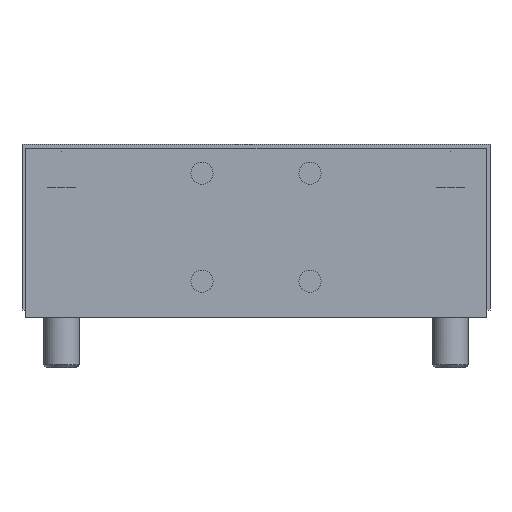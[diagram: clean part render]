
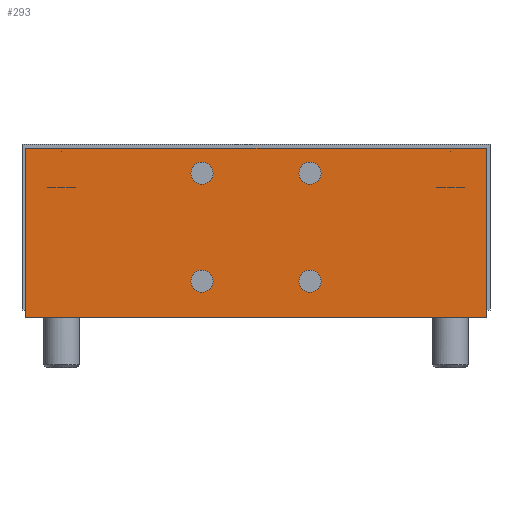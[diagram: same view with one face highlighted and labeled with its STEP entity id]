
A CAD part, left-side view. The second image highlights one B-rep face of the part: STEP entity #293.
In plain terms, the highlighted planar face has unit normal (-1, 0, 0).
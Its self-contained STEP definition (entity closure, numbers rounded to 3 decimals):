
#293 = ADVANCED_FACE( '', ( #758, #759, #760, #761, #762 ), #763, .F. );
#758 = FACE_BOUND( '', #1533, .T. );
#759 = FACE_BOUND( '', #1534, .T. );
#760 = FACE_BOUND( '', #1535, .T. );
#761 = FACE_BOUND( '', #1536, .T. );
#762 = FACE_OUTER_BOUND( '', #1537, .T. );
#763 = PLANE( '', #1538 );
#1533 = EDGE_LOOP( '', ( #2397 ) );
#1534 = EDGE_LOOP( '', ( #2398 ) );
#1535 = EDGE_LOOP( '', ( #2399 ) );
#1536 = EDGE_LOOP( '', ( #2400 ) );
#1537 = EDGE_LOOP( '', ( #2401, #2402, #2403, #2404 ) );
#1538 = AXIS2_PLACEMENT_3D( '', #2405, #2406, #2407 );
#2397 = ORIENTED_EDGE( '', *, *, #3691, .T. );
#2398 = ORIENTED_EDGE( '', *, *, #3692, .T. );
#2399 = ORIENTED_EDGE( '', *, *, #3693, .T. );
#2400 = ORIENTED_EDGE( '', *, *, #3694, .T. );
#2401 = ORIENTED_EDGE( '', *, *, #3695, .F. );
#2402 = ORIENTED_EDGE( '', *, *, #3669, .F. );
#2403 = ORIENTED_EDGE( '', *, *, #3615, .F. );
#2404 = ORIENTED_EDGE( '', *, *, #3696, .F. );
#2405 = CARTESIAN_POINT( '', ( -391., 36., 23. ) );
#2406 = DIRECTION( '', ( 1., 0., 0. ) );
#2407 = DIRECTION( '', ( 0., 1., 0. ) );
#3615 = EDGE_CURVE( '', #4148, #4150, #4151, .T. );
#3669 = EDGE_CURVE( '', #4150, #4241, #4242, .T. );
#3691 = EDGE_CURVE( '', #4275, #4275, #4276, .T. );
#3692 = EDGE_CURVE( '', #4277, #4277, #4278, .T. );
#3693 = EDGE_CURVE( '', #4279, #4279, #4280, .T. );
#3694 = EDGE_CURVE( '', #4281, #4281, #4282, .T. );
#3695 = EDGE_CURVE( '', #4241, #4283, #4284, .T. );
#3696 = EDGE_CURVE( '', #4283, #4148, #4285, .T. );
#4148 = VERTEX_POINT( '', #4915 );
#4150 = VERTEX_POINT( '', #4918 );
#4151 = LINE( '', #4919, #4920 );
#4241 = VERTEX_POINT( '', #5059 );
#4242 = LINE( '', #5060, #5061 );
#4275 = VERTEX_POINT( '', #5134 );
#4276 = CIRCLE( '', #5135, 3.1 );
#4277 = VERTEX_POINT( '', #5136 );
#4278 = CIRCLE( '', #5137, 3.1 );
#4279 = VERTEX_POINT( '', #5138 );
#4280 = CIRCLE( '', #5139, 3.1 );
#4281 = VERTEX_POINT( '', #5140 );
#4282 = CIRCLE( '', #5141, 3.1 );
#4283 = VERTEX_POINT( '', #5142 );
#4284 = LINE( '', #5143, #5144 );
#4285 = LINE( '', #5145, #5146 );
#4915 = CARTESIAN_POINT( '', ( -391., 64., 45. ) );
#4918 = CARTESIAN_POINT( '', ( -391., -64., 45. ) );
#4919 = CARTESIAN_POINT( '', ( -391., 64., 45. ) );
#4920 = VECTOR( '', #5915, 1000. );
#5059 = CARTESIAN_POINT( '', ( -391., -64., -2. ) );
#5060 = CARTESIAN_POINT( '', ( -391., -64., 45. ) );
#5061 = VECTOR( '', #5992, 1000. );
#5134 = CARTESIAN_POINT( '', ( -391., 18.1, 8. ) );
#5135 = AXIS2_PLACEMENT_3D( '', #6018, #6019, #6020 );
#5136 = CARTESIAN_POINT( '', ( -391., -11.9, 8. ) );
#5137 = AXIS2_PLACEMENT_3D( '', #6021, #6022, #6023 );
#5138 = CARTESIAN_POINT( '', ( -391., 18.1, 38. ) );
#5139 = AXIS2_PLACEMENT_3D( '', #6024, #6025, #6026 );
#5140 = CARTESIAN_POINT( '', ( -391., -11.9, 38. ) );
#5141 = AXIS2_PLACEMENT_3D( '', #6027, #6028, #6029 );
#5142 = CARTESIAN_POINT( '', ( -391., 64., -2. ) );
#5143 = CARTESIAN_POINT( '', ( -391., -64., -2. ) );
#5144 = VECTOR( '', #6030, 1000. );
#5145 = CARTESIAN_POINT( '', ( -391., 64., -2. ) );
#5146 = VECTOR( '', #6031, 1000. );
#5915 = DIRECTION( '', ( 0., -1., 0. ) );
#5992 = DIRECTION( '', ( 0., 0., -1. ) );
#6018 = CARTESIAN_POINT( '', ( -391., 15., 8. ) );
#6019 = DIRECTION( '', ( 1., 0., 0. ) );
#6020 = DIRECTION( '', ( 0., 1., 0. ) );
#6021 = CARTESIAN_POINT( '', ( -391., -15., 8. ) );
#6022 = DIRECTION( '', ( 1., 0., 0. ) );
#6023 = DIRECTION( '', ( 0., 1., 0. ) );
#6024 = CARTESIAN_POINT( '', ( -391., 15., 38. ) );
#6025 = DIRECTION( '', ( 1., 0., 0. ) );
#6026 = DIRECTION( '', ( 0., 1., 0. ) );
#6027 = CARTESIAN_POINT( '', ( -391., -15., 38. ) );
#6028 = DIRECTION( '', ( 1., 0., 0. ) );
#6029 = DIRECTION( '', ( 0., 1., 0. ) );
#6030 = DIRECTION( '', ( 0., 1., 0. ) );
#6031 = DIRECTION( '', ( 0., 0., 1. ) );
